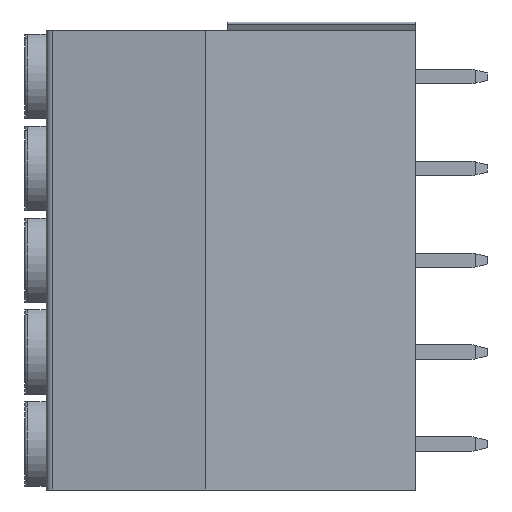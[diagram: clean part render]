
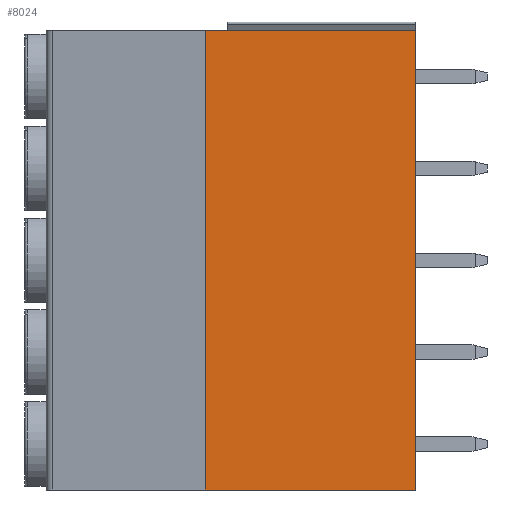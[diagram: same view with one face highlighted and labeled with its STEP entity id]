
A CAD part, left-side view. The second image highlights one B-rep face of the part: STEP entity #8024.
In plain terms, the highlighted planar face has unit normal (-1, 0, 0).
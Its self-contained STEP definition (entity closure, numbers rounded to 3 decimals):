
#27=DIRECTION('',(0.,1.,0.));
#28=VECTOR('',#27,14.5);
#29=CARTESIAN_POINT('',(-7.925,-12.75,3.175));
#30=LINE('',#29,#28);
#309=DIRECTION('',(0.,0.,1.));
#310=VECTOR('',#309,31.75);
#311=CARTESIAN_POINT('',(-7.925,-12.75,-28.575));
#312=LINE('',#311,#310);
#2657=DIRECTION('',(0.,1.,0.));
#2658=VECTOR('',#2657,14.5);
#2659=CARTESIAN_POINT('',(-7.925,-12.75,-28.575));
#2660=LINE('',#2659,#2658);
#2789=DIRECTION('',(0.,0.,1.));
#2790=VECTOR('',#2789,31.75);
#2791=CARTESIAN_POINT('',(-7.925,1.75,-28.575));
#2792=LINE('',#2791,#2790);
#3571=CARTESIAN_POINT('',(-7.925,1.75,3.175));
#3572=VERTEX_POINT('',#3571);
#3573=CARTESIAN_POINT('',(-7.925,-12.75,3.175));
#3574=VERTEX_POINT('',#3573);
#3597=CARTESIAN_POINT('',(-7.925,1.75,-28.575));
#3598=VERTEX_POINT('',#3597);
#3599=CARTESIAN_POINT('',(-7.925,-12.75,-28.575));
#3600=VERTEX_POINT('',#3599);
#8013=CARTESIAN_POINT('',(-7.925,1.75,3.175));
#8014=DIRECTION('',(-1.,0.,0.));
#8015=DIRECTION('',(0.,-1.,0.));
#8016=AXIS2_PLACEMENT_3D('',#8013,#8014,#8015);
#8017=PLANE('',#8016);
#8018=ORIENTED_EDGE('',*,*,#4524,.F.);
#8019=ORIENTED_EDGE('',*,*,#4668,.F.);
#8020=ORIENTED_EDGE('',*,*,#7753,.T.);
#8021=ORIENTED_EDGE('',*,*,#8006,.T.);
#8022=EDGE_LOOP('',(#8018,#8019,#8020,#8021));
#8023=FACE_OUTER_BOUND('',#8022,.F.);
#4524=EDGE_CURVE('',#3574,#3572,#30,.T.);
#4668=EDGE_CURVE('',#3600,#3574,#312,.T.);
#7753=EDGE_CURVE('',#3600,#3598,#2660,.T.);
#8006=EDGE_CURVE('',#3598,#3572,#2792,.T.);
#8024=ADVANCED_FACE('',(#8023),#8017,.T.);
